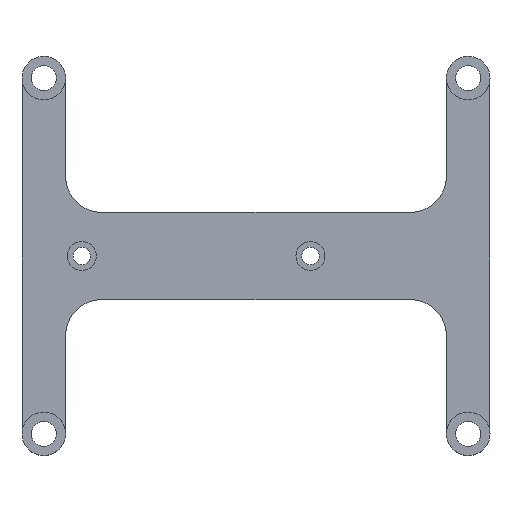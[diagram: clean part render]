
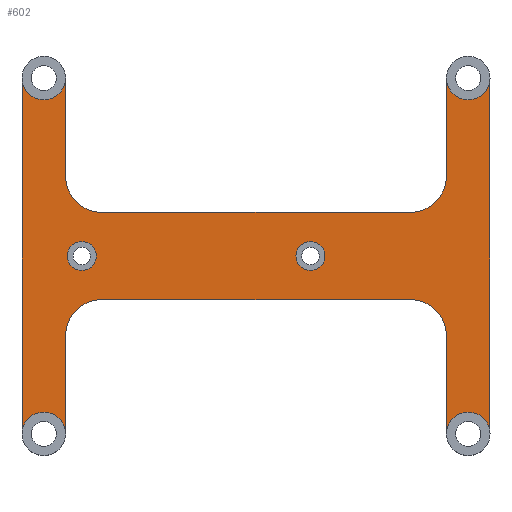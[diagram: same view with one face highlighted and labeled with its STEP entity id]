
A CAD part, top view. The second image highlights one B-rep face of the part: STEP entity #602.
In plain terms, the highlighted planar face has unit normal (0, 0, 1).
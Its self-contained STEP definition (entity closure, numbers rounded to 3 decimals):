
#43=LINE('',#990,#93);
#44=LINE('',#994,#94);
#45=LINE('',#998,#95);
#46=LINE('',#1000,#96);
#47=LINE('',#1004,#97);
#48=LINE('',#1008,#98);
#49=LINE('',#1012,#99);
#50=LINE('',#1016,#100);
#51=LINE('',#1018,#101);
#52=LINE('',#1022,#102);
#93=VECTOR('',#795,10.);
#94=VECTOR('',#798,10.);
#95=VECTOR('',#801,10.);
#96=VECTOR('',#802,10.);
#97=VECTOR('',#805,10.);
#98=VECTOR('',#808,10.);
#99=VECTOR('',#811,10.);
#100=VECTOR('',#814,10.);
#101=VECTOR('',#815,10.);
#102=VECTOR('',#818,10.);
#141=FACE_BOUND('',#197,.T.);
#142=FACE_BOUND('',#198,.T.);
#152=FACE_OUTER_BOUND('',#196,.T.);
#196=EDGE_LOOP('',(#445,#446,#447,#448,#449,#450,#451,#452,#453,#454,#455,
#456,#457,#458,#459,#460,#461,#462));
#197=EDGE_LOOP('',(#463));
#198=EDGE_LOOP('',(#464));
#249=CIRCLE('',#671,2.);
#251=CIRCLE('',#674,2.);
#253=CIRCLE('',#677,5.);
#254=CIRCLE('',#678,3.);
#255=CIRCLE('',#679,3.);
#256=CIRCLE('',#680,5.);
#257=CIRCLE('',#681,5.);
#258=CIRCLE('',#682,3.);
#259=CIRCLE('',#683,3.);
#260=CIRCLE('',#684,5.);
#295=VERTEX_POINT('',#976);
#297=VERTEX_POINT('',#982);
#299=VERTEX_POINT('',#988);
#300=VERTEX_POINT('',#989);
#301=VERTEX_POINT('',#991);
#302=VERTEX_POINT('',#993);
#303=VERTEX_POINT('',#995);
#304=VERTEX_POINT('',#997);
#305=VERTEX_POINT('',#999);
#306=VERTEX_POINT('',#1001);
#307=VERTEX_POINT('',#1003);
#308=VERTEX_POINT('',#1005);
#309=VERTEX_POINT('',#1007);
#310=VERTEX_POINT('',#1009);
#311=VERTEX_POINT('',#1011);
#312=VERTEX_POINT('',#1013);
#313=VERTEX_POINT('',#1015);
#314=VERTEX_POINT('',#1017);
#315=VERTEX_POINT('',#1019);
#316=VERTEX_POINT('',#1021);
#351=EDGE_CURVE('',#295,#295,#249,.T.);
#354=EDGE_CURVE('',#297,#297,#251,.T.);
#357=EDGE_CURVE('',#299,#300,#43,.T.);
#358=EDGE_CURVE('',#300,#301,#253,.T.);
#359=EDGE_CURVE('',#301,#302,#44,.T.);
#360=EDGE_CURVE('',#302,#303,#254,.T.);
#361=EDGE_CURVE('',#303,#304,#45,.T.);
#362=EDGE_CURVE('',#304,#305,#46,.T.);
#363=EDGE_CURVE('',#305,#306,#255,.T.);
#364=EDGE_CURVE('',#306,#307,#47,.T.);
#365=EDGE_CURVE('',#307,#308,#256,.T.);
#366=EDGE_CURVE('',#308,#309,#48,.T.);
#367=EDGE_CURVE('',#309,#310,#257,.T.);
#368=EDGE_CURVE('',#310,#311,#49,.T.);
#369=EDGE_CURVE('',#311,#312,#258,.T.);
#370=EDGE_CURVE('',#312,#313,#50,.T.);
#371=EDGE_CURVE('',#313,#314,#51,.T.);
#372=EDGE_CURVE('',#314,#315,#259,.T.);
#373=EDGE_CURVE('',#315,#316,#52,.T.);
#374=EDGE_CURVE('',#316,#299,#260,.T.);
#445=ORIENTED_EDGE('',*,*,#357,.T.);
#446=ORIENTED_EDGE('',*,*,#358,.T.);
#447=ORIENTED_EDGE('',*,*,#359,.T.);
#448=ORIENTED_EDGE('',*,*,#360,.T.);
#449=ORIENTED_EDGE('',*,*,#361,.T.);
#450=ORIENTED_EDGE('',*,*,#362,.T.);
#451=ORIENTED_EDGE('',*,*,#363,.T.);
#452=ORIENTED_EDGE('',*,*,#364,.T.);
#453=ORIENTED_EDGE('',*,*,#365,.T.);
#454=ORIENTED_EDGE('',*,*,#366,.T.);
#455=ORIENTED_EDGE('',*,*,#367,.T.);
#456=ORIENTED_EDGE('',*,*,#368,.T.);
#457=ORIENTED_EDGE('',*,*,#369,.T.);
#458=ORIENTED_EDGE('',*,*,#370,.T.);
#459=ORIENTED_EDGE('',*,*,#371,.T.);
#460=ORIENTED_EDGE('',*,*,#372,.T.);
#461=ORIENTED_EDGE('',*,*,#373,.T.);
#462=ORIENTED_EDGE('',*,*,#374,.T.);
#463=ORIENTED_EDGE('',*,*,#354,.T.);
#464=ORIENTED_EDGE('',*,*,#351,.T.);
#582=PLANE('',#676);
#602=ADVANCED_FACE('',(#152,#141,#142),#582,.T.);
#671=AXIS2_PLACEMENT_3D('',#977,#781,#782);
#674=AXIS2_PLACEMENT_3D('',#983,#788,#789);
#676=AXIS2_PLACEMENT_3D('',#987,#793,#794);
#677=AXIS2_PLACEMENT_3D('',#992,#796,#797);
#678=AXIS2_PLACEMENT_3D('',#996,#799,#800);
#679=AXIS2_PLACEMENT_3D('',#1002,#803,#804);
#680=AXIS2_PLACEMENT_3D('',#1006,#806,#807);
#681=AXIS2_PLACEMENT_3D('',#1010,#809,#810);
#682=AXIS2_PLACEMENT_3D('',#1014,#812,#813);
#683=AXIS2_PLACEMENT_3D('',#1020,#816,#817);
#684=AXIS2_PLACEMENT_3D('',#1023,#819,#820);
#781=DIRECTION('center_axis',(0.,0.,-1.));
#782=DIRECTION('ref_axis',(1.,0.,0.));
#788=DIRECTION('center_axis',(0.,0.,-1.));
#789=DIRECTION('ref_axis',(1.,0.,0.));
#793=DIRECTION('center_axis',(0.,0.,1.));
#794=DIRECTION('ref_axis',(1.,0.,0.));
#795=DIRECTION('',(-1.,0.,0.));
#796=DIRECTION('center_axis',(0.,0.,-1.));
#797=DIRECTION('ref_axis',(-1.,0.,0.));
#798=DIRECTION('',(0.,1.,0.));
#799=DIRECTION('center_axis',(0.,0.,-1.));
#800=DIRECTION('ref_axis',(1.,0.,0.));
#801=DIRECTION('',(0.,-1.,0.));
#802=DIRECTION('',(0.,-1.,0.));
#803=DIRECTION('center_axis',(0.,0.,-1.));
#804=DIRECTION('ref_axis',(1.,0.,0.));
#805=DIRECTION('',(0.,1.,0.));
#806=DIRECTION('center_axis',(0.,0.,-1.));
#807=DIRECTION('ref_axis',(0.,1.,0.));
#808=DIRECTION('',(1.,0.,0.));
#809=DIRECTION('center_axis',(0.,0.,-1.));
#810=DIRECTION('ref_axis',(1.,0.,0.));
#811=DIRECTION('',(0.,-1.,0.));
#812=DIRECTION('center_axis',(0.,0.,-1.));
#813=DIRECTION('ref_axis',(1.,0.,0.));
#814=DIRECTION('',(0.,1.,0.));
#815=DIRECTION('',(0.,1.,0.));
#816=DIRECTION('center_axis',(0.,0.,-1.));
#817=DIRECTION('ref_axis',(1.,0.,0.));
#818=DIRECTION('',(0.,-1.,0.));
#819=DIRECTION('center_axis',(0.,0.,-1.));
#820=DIRECTION('ref_axis',(0.,-1.,0.));
#976=CARTESIAN_POINT('',(29.5,0.,4.));
#977=CARTESIAN_POINT('Origin',(31.5,0.,4.));
#982=CARTESIAN_POINT('',(-2.,0.,4.));
#983=CARTESIAN_POINT('Origin',(0.,0.,4.));
#987=CARTESIAN_POINT('Origin',(24.,0.,4.));
#988=CARTESIAN_POINT('',(45.228,6.,4.));
#989=CARTESIAN_POINT('',(2.772,6.,4.));
#990=CARTESIAN_POINT('',(24.,6.,4.));
#991=CARTESIAN_POINT('',(-2.228,11.,4.));
#992=CARTESIAN_POINT('Origin',(2.772,11.,4.));
#993=CARTESIAN_POINT('',(-2.228,24.5,4.));
#994=CARTESIAN_POINT('',(-2.228,11.,4.));
#995=CARTESIAN_POINT('',(-8.228,24.5,4.));
#996=CARTESIAN_POINT('Origin',(-5.228,24.5,4.));
#997=CARTESIAN_POINT('',(-8.228,0.,4.));
#998=CARTESIAN_POINT('',(-8.228,24.5,4.));
#999=CARTESIAN_POINT('',(-8.228,-24.5,4.));
#1000=CARTESIAN_POINT('',(-8.228,-24.5,4.));
#1001=CARTESIAN_POINT('',(-2.228,-24.5,4.));
#1002=CARTESIAN_POINT('Origin',(-5.228,-24.5,4.));
#1003=CARTESIAN_POINT('',(-2.228,-11.,4.));
#1004=CARTESIAN_POINT('',(-2.228,-11.,4.));
#1005=CARTESIAN_POINT('',(2.772,-6.,4.));
#1006=CARTESIAN_POINT('Origin',(2.772,-11.,4.));
#1007=CARTESIAN_POINT('',(45.228,-6.,4.));
#1008=CARTESIAN_POINT('',(24.,-6.,4.));
#1009=CARTESIAN_POINT('',(50.228,-11.,4.));
#1010=CARTESIAN_POINT('Origin',(45.228,-11.,4.));
#1011=CARTESIAN_POINT('',(50.228,-24.5,4.));
#1012=CARTESIAN_POINT('',(50.228,-11.,4.));
#1013=CARTESIAN_POINT('',(56.228,-24.5,4.));
#1014=CARTESIAN_POINT('Origin',(53.228,-24.5,4.));
#1015=CARTESIAN_POINT('',(56.228,0.,4.));
#1016=CARTESIAN_POINT('',(56.228,-24.5,4.));
#1017=CARTESIAN_POINT('',(56.228,24.5,4.));
#1018=CARTESIAN_POINT('',(56.228,24.5,4.));
#1019=CARTESIAN_POINT('',(50.228,24.5,4.));
#1020=CARTESIAN_POINT('Origin',(53.228,24.5,4.));
#1021=CARTESIAN_POINT('',(50.228,11.,4.));
#1022=CARTESIAN_POINT('',(50.228,11.,4.));
#1023=CARTESIAN_POINT('Origin',(45.228,11.,4.));
